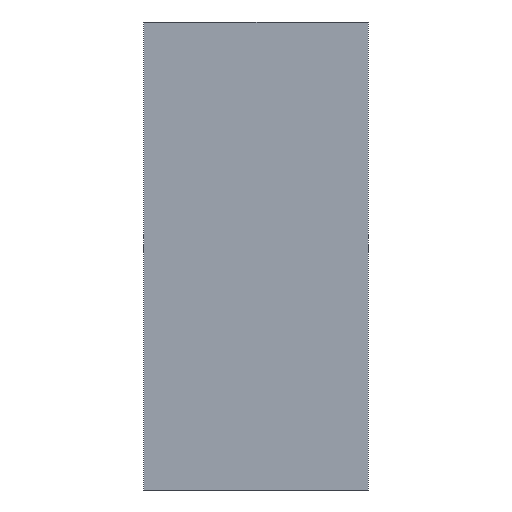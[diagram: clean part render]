
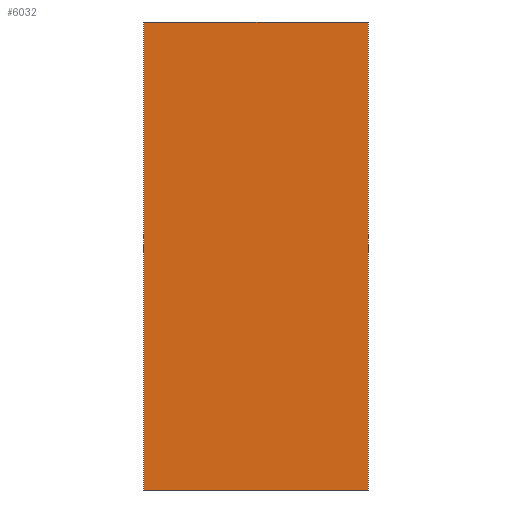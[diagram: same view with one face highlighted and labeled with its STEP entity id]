
A CAD part, left-side view. The second image highlights one B-rep face of the part: STEP entity #6032.
In plain terms, the highlighted planar face has unit normal (-1, 0, 0).
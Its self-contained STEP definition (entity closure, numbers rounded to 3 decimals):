
#59=DIRECTION('',(0.,0.,1.));
#60=VECTOR('',#59,1.25);
#61=CARTESIAN_POINT('',(-1.,0.,-0.625));
#62=LINE('',#61,#60);
#150=DIRECTION('',(0.,1.,0.));
#151=VECTOR('',#150,0.6);
#152=CARTESIAN_POINT('',(-1.,0.,0.625));
#153=LINE('',#152,#151);
#192=DIRECTION('',(0.,1.,0.));
#193=VECTOR('',#192,0.6);
#194=CARTESIAN_POINT('',(-1.,0.,-0.625));
#195=LINE('',#194,#193);
#213=DIRECTION('',(0.,0.,1.));
#214=VECTOR('',#213,1.25);
#215=CARTESIAN_POINT('',(-1.,0.6,-0.625));
#216=LINE('',#215,#214);
#4889=CARTESIAN_POINT('',(-1.,0.,-0.625));
#4890=CARTESIAN_POINT('',(-1.,0.,0.625));
#4891=VERTEX_POINT('',#4889);
#4892=VERTEX_POINT('',#4890);
#4897=CARTESIAN_POINT('',(-1.,0.6,-0.625));
#4898=CARTESIAN_POINT('',(-1.,0.6,0.625));
#4899=VERTEX_POINT('',#4897);
#4900=VERTEX_POINT('',#4898);
#6020=CARTESIAN_POINT('',(-1.,0.,-0.625));
#6021=DIRECTION('',(-1.,0.,0.));
#6022=DIRECTION('',(0.,0.,1.));
#6023=AXIS2_PLACEMENT_3D('',#6020,#6021,#6022);
#6024=PLANE('',#6023);
#6025=ORIENTED_EDGE('',*,*,#5854,.F.);
#6026=ORIENTED_EDGE('',*,*,#5919,.T.);
#6028=ORIENTED_EDGE('',*,*,#6027,.T.);
#6029=ORIENTED_EDGE('',*,*,#5966,.F.);
#6030=EDGE_LOOP('',(#6025,#6026,#6028,#6029));
#6031=FACE_OUTER_BOUND('',#6030,.F.);
#6032=ADVANCED_FACE('',(#6031),#6024,.T.);
#5854=EDGE_CURVE('',#4891,#4892,#62,.T.);
#5919=EDGE_CURVE('',#4891,#4899,#195,.T.);
#5966=EDGE_CURVE('',#4892,#4900,#153,.T.);
#6027=EDGE_CURVE('',#4899,#4900,#216,.T.);
